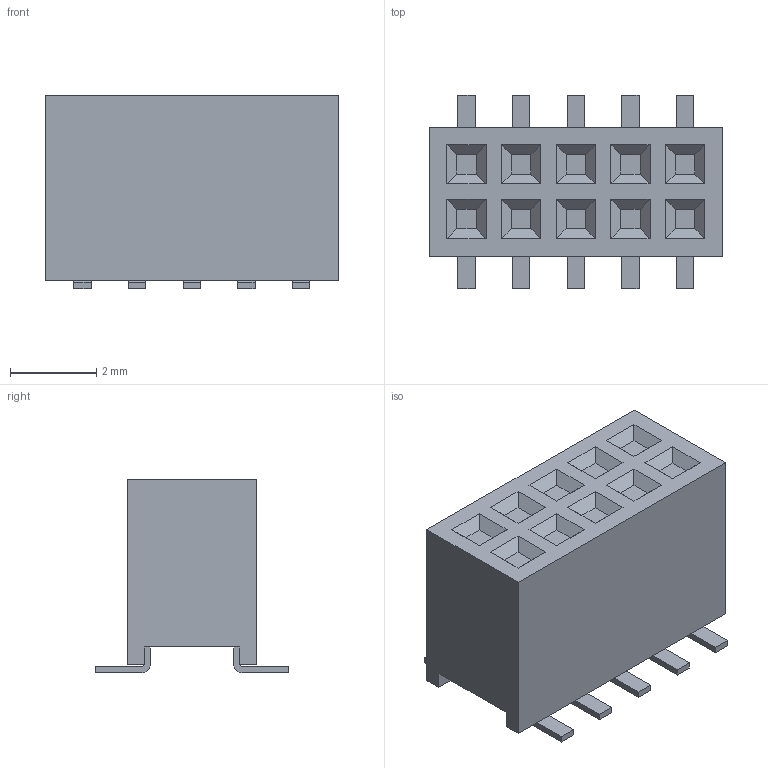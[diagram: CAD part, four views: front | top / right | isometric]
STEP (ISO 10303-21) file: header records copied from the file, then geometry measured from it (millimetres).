
FILE_DESCRIPTION(/* description */ (''),/* implementation_level */ '2;1');
FILE_NAME(/* name */ 'FCI_20021321-00010C4LF.stp',/* time_stamp */ '2016-07-11T17:13:19+02:00',/* author */ ('riccim'),/* organization */ ('SolidWorks'),/* preprocessor_version */ 'ST-DEVELOPER v15.5',/* originating_system */ 'AutoCAD Mechanical',/* authorisation */ ' ');
FILE_SCHEMA (('AUTOMOTIVE_DESIGN { 1 0 10303 214 3 1 1 }'));
Length unit declared in the file: millimetre
Products named in the file (1): Product
Bounding box: 6.81 x 4.5 x 4.5 mm (x, y, z)
Volume: 81.7 mm3; surface area: 151.2 mm2
Topology: 11 solids, 11 shells, 160 faces, 384 edges, 256 vertices
Faces by surface type: plane 140, cylinder 20
Entity records: 4617 total; most frequent: CARTESIAN_POINT 801, ORIENTED_EDGE 768, DIRECTION 746, EDGE_CURVE 384, LINE 344, VECTOR 344, VERTEX_POINT 256, AXIS2_PLACEMENT_3D 201
